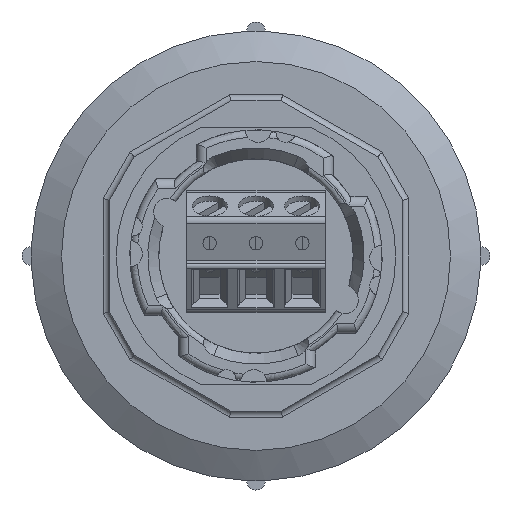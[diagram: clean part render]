
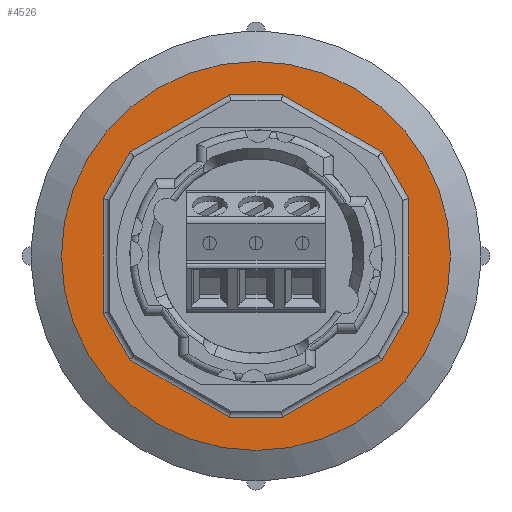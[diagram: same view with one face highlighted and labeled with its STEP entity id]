
A CAD part, front view. The second image highlights one B-rep face of the part: STEP entity #4526.
In plain terms, the highlighted planar face has unit normal (0, -1, 0).
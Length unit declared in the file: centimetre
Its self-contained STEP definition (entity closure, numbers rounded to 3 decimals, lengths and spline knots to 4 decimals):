
#155=LINE('',#6863,#505);
#157=LINE('',#6871,#507);
#159=LINE('',#6877,#509);
#161=LINE('',#6884,#511);
#163=LINE('',#6892,#513);
#165=LINE('',#6898,#515);
#167=LINE('',#6904,#517);
#169=LINE('',#6909,#519);
#171=LINE('',#6913,#521);
#173=LINE('',#6919,#523);
#175=LINE('',#6925,#525);
#177=LINE('',#6930,#527);
#505=VECTOR('',#5398,0.9439);
#507=VECTOR('',#5406,0.4401);
#509=VECTOR('',#5412,0.9439);
#511=VECTOR('',#5418,0.4401);
#513=VECTOR('',#5426,0.4401);
#515=VECTOR('',#5432,0.9439);
#517=VECTOR('',#5438,0.4401);
#519=VECTOR('',#5444,0.9439);
#521=VECTOR('',#5448,0.9439);
#523=VECTOR('',#5454,0.4401);
#525=VECTOR('',#5460,0.9439);
#527=VECTOR('',#5466,0.4401);
#949=PLANE('',#4839);
#1088=FACE_BOUND('',#1453,.T.);
#1163=FACE_OUTER_BOUND('',#1452,.T.);
#1452=EDGE_LOOP('',(#3231));
#1453=EDGE_LOOP('',(#3232,#3233,#3234,#3235,#3236,#3237,#3238,#3239,#3240,
#3241,#3242,#3243));
#1760=CIRCLE('',#4840,1.6);
#2009=VERTEX_POINT('',#6861);
#2010=VERTEX_POINT('',#6862);
#2013=VERTEX_POINT('',#6870);
#2015=VERTEX_POINT('',#6876);
#2017=VERTEX_POINT('',#6882);
#2018=VERTEX_POINT('',#6883);
#2021=VERTEX_POINT('',#6891);
#2023=VERTEX_POINT('',#6897);
#2025=VERTEX_POINT('',#6903);
#2027=VERTEX_POINT('',#6912);
#2029=VERTEX_POINT('',#6918);
#2031=VERTEX_POINT('',#6924);
#2040=VERTEX_POINT('',#6959);
#2469=EDGE_CURVE('',#2009,#2010,#155,.T.);
#2473=EDGE_CURVE('',#2010,#2013,#157,.T.);
#2476=EDGE_CURVE('',#2013,#2015,#159,.T.);
#2479=EDGE_CURVE('',#2017,#2018,#161,.T.);
#2483=EDGE_CURVE('',#2015,#2021,#163,.T.);
#2486=EDGE_CURVE('',#2021,#2023,#165,.T.);
#2489=EDGE_CURVE('',#2023,#2025,#167,.T.);
#2492=EDGE_CURVE('',#2025,#2017,#169,.T.);
#2494=EDGE_CURVE('',#2018,#2027,#171,.T.);
#2497=EDGE_CURVE('',#2027,#2029,#173,.T.);
#2500=EDGE_CURVE('',#2029,#2031,#175,.T.);
#2503=EDGE_CURVE('',#2031,#2009,#177,.T.);
#2518=EDGE_CURVE('',#2040,#2040,#1760,.T.);
#3231=ORIENTED_EDGE('',*,*,#2518,.T.);
#3232=ORIENTED_EDGE('',*,*,#2479,.F.);
#3233=ORIENTED_EDGE('',*,*,#2492,.F.);
#3234=ORIENTED_EDGE('',*,*,#2489,.F.);
#3235=ORIENTED_EDGE('',*,*,#2486,.F.);
#3236=ORIENTED_EDGE('',*,*,#2483,.F.);
#3237=ORIENTED_EDGE('',*,*,#2476,.F.);
#3238=ORIENTED_EDGE('',*,*,#2473,.F.);
#3239=ORIENTED_EDGE('',*,*,#2469,.F.);
#3240=ORIENTED_EDGE('',*,*,#2503,.F.);
#3241=ORIENTED_EDGE('',*,*,#2500,.F.);
#3242=ORIENTED_EDGE('',*,*,#2497,.F.);
#3243=ORIENTED_EDGE('',*,*,#2494,.F.);
#4526=ADVANCED_FACE('',(#1163,#1088),#949,.T.);
#4839=AXIS2_PLACEMENT_3D('',#6958,#5493,#5494);
#4840=AXIS2_PLACEMENT_3D('',#6960,#5495,#5496);
#5398=DIRECTION('',(0.866,0.,-0.5));
#5406=DIRECTION('',(1.,0.,0.));
#5412=DIRECTION('',(0.866,0.,0.5));
#5418=DIRECTION('',(-1.,0.,0.));
#5426=DIRECTION('',(0.5,0.,0.866));
#5432=DIRECTION('',(0.,0.,1.));
#5438=DIRECTION('',(-0.5,0.,0.866));
#5444=DIRECTION('',(-0.866,0.,0.5));
#5448=DIRECTION('',(-0.866,0.,-0.5));
#5454=DIRECTION('',(-0.5,0.,-0.866));
#5460=DIRECTION('',(0.,0.,-1.));
#5466=DIRECTION('',(0.5,0.,-0.866));
#5493=DIRECTION('center_axis',(0.,-1.,0.));
#5494=DIRECTION('ref_axis',(0.,0.,-1.));
#5495=DIRECTION('center_axis',(0.,-1.,0.));
#5496=DIRECTION('ref_axis',(1.,0.,0.));
#6861=CARTESIAN_POINT('',(-0.8999,-0.1884,-1.0367));
#6862=CARTESIAN_POINT('',(-0.0825,-0.1884,-1.5086));
#6863=CARTESIAN_POINT('',(-0.1292,-0.1884,-1.4817));
#6870=CARTESIAN_POINT('',(0.3576,-0.1884,-1.5086));
#6871=CARTESIAN_POINT('',(0.7817,-0.1884,-1.5086));
#6876=CARTESIAN_POINT('',(1.175,-0.1884,-1.0367));
#6877=CARTESIAN_POINT('',(1.1283,-0.1884,-1.0636));
#6882=CARTESIAN_POINT('',(0.3576,-0.1884,1.1414));
#6883=CARTESIAN_POINT('',(-0.0825,-0.1884,1.1414));
#6884=CARTESIAN_POINT('',(0.9883,-0.1884,1.1414));
#6891=CARTESIAN_POINT('',(1.3951,-0.1884,-0.6556));
#6892=CARTESIAN_POINT('',(1.4202,-0.1884,-0.612));
#6897=CARTESIAN_POINT('',(1.3951,-0.1884,0.2883));
#6898=CARTESIAN_POINT('',(1.3951,-0.1884,-0.4129));
#6903=CARTESIAN_POINT('',(1.175,-0.1884,0.6694));
#6904=CARTESIAN_POINT('',(1.5236,-0.1884,0.0658));
#6909=CARTESIAN_POINT('',(1.5254,-0.1884,0.4671));
#6912=CARTESIAN_POINT('',(-0.8999,-0.1884,0.6694));
#6913=CARTESIAN_POINT('',(0.2679,-0.1884,1.3437));
#6918=CARTESIAN_POINT('',(-1.1199,-0.1884,0.2883));
#6919=CARTESIAN_POINT('',(-0.7714,-0.1884,0.892));
#6924=CARTESIAN_POINT('',(-1.1199,-0.1884,-0.6556));
#6925=CARTESIAN_POINT('',(-1.1199,-0.1884,0.0457));
#6930=CARTESIAN_POINT('',(-0.8747,-0.1884,-1.0803));
#6958=CARTESIAN_POINT('Origin',(1.6324,-0.1884,-0.1836));
#6959=CARTESIAN_POINT('',(1.7376,-0.1884,-0.1836));
#6960=CARTESIAN_POINT('Origin',(0.1376,-0.1884,-0.1836));
